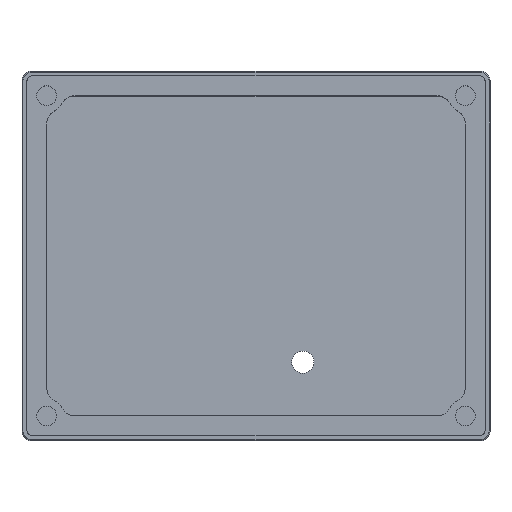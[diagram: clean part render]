
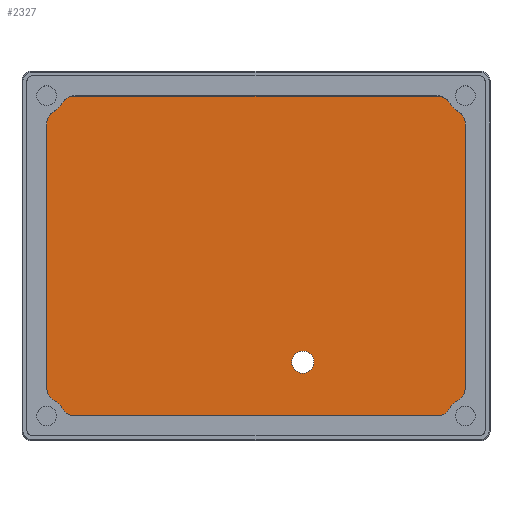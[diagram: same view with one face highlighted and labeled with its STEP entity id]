
A CAD part, top view. The second image highlights one B-rep face of the part: STEP entity #2327.
In plain terms, the highlighted planar face has unit normal (0, 0, 1).
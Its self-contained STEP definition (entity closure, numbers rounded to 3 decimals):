
#25 = CARTESIAN_POINT ( 'NONE',  ( 42.5, 37.5, -20. ) ) ;
#88 = EDGE_LOOP ( 'NONE', ( #2343, #1164 ) ) ;
#229 = CIRCLE ( 'NONE', #2264, 2.25 ) ;
#508 = DIRECTION ( 'NONE',  ( 0., 0., 1. ) ) ;
#531 = DIRECTION ( 'NONE',  ( -1., 0., 0. ) ) ;
#831 = EDGE_CURVE ( 'NONE', #2708, #2469, #5379, .T. ) ;
#920 = EDGE_CURVE ( 'NONE', #3591, #4348, #1658, .T. ) ;
#941 = CARTESIAN_POINT ( 'NONE',  ( 42.5, -32.5, -20. ) ) ;
#979 = FACE_OUTER_BOUND ( 'NONE', #5251, .T. ) ;
#1046 = AXIS2_PLACEMENT_3D ( 'NONE', #1076, #1580, #5357 ) ;
#1076 = CARTESIAN_POINT ( 'NONE',  ( 9.5, -21.5, -20. ) ) ;
#1164 = ORIENTED_EDGE ( 'NONE', *, *, #5397, .F. ) ;
#1220 = CARTESIAN_POINT ( 'NONE',  ( 47.5, -32.5, -20. ) ) ;
#1360 = CARTESIAN_POINT ( 'NONE',  ( 42.5, 32.5, -20. ) ) ;
#1580 = DIRECTION ( 'NONE',  ( 0., 0., 1. ) ) ;
#1597 = VERTEX_POINT ( 'NONE', #4034 ) ;
#1658 = LINE ( 'NONE', #2149, #2606 ) ;
#1798 = CARTESIAN_POINT ( 'NONE',  ( -42.5, 37.5, -20. ) ) ;
#1944 = CARTESIAN_POINT ( 'NONE',  ( 11.75, -21.5, -20. ) ) ;
#2138 = VECTOR ( 'NONE', #2538, 1000. ) ;
#2149 = CARTESIAN_POINT ( 'NONE',  ( 47.5, 32.5, -20. ) ) ;
#2261 = PLANE ( 'NONE',  #3213 ) ;
#2264 = AXIS2_PLACEMENT_3D ( 'NONE', #5221, #3068, #4744 ) ;
#2327 = ADVANCED_FACE ( 'NONE', ( #2603, #979 ), #2261, .T. ) ;
#2343 = ORIENTED_EDGE ( 'NONE', *, *, #3447, .F. ) ;
#2393 = CIRCLE ( 'NONE', #1046, 2.25 ) ;
#2469 = VERTEX_POINT ( 'NONE', #4437 ) ;
#2538 = DIRECTION ( 'NONE',  ( 0., -1., 0. ) ) ;
#2552 = ORIENTED_EDGE ( 'NONE', *, *, #3041, .F. ) ;
#2603 = FACE_BOUND ( 'NONE', #88, .T. ) ;
#2606 = VECTOR ( 'NONE', #531, 1000. ) ;
#2708 = VERTEX_POINT ( 'NONE', #941 ) ;
#2868 = DIRECTION ( 'NONE',  ( -1., 0., 0. ) ) ;
#3041 = EDGE_CURVE ( 'NONE', #3591, #2708, #5060, .T. ) ;
#3068 = DIRECTION ( 'NONE',  ( 0., 0., 1. ) ) ;
#3082 = DIRECTION ( 'NONE',  ( 1., 0., 0. ) ) ;
#3104 = CARTESIAN_POINT ( 'NONE',  ( -42.5, 32.5, -20. ) ) ;
#3180 = LINE ( 'NONE', #1798, #4398 ) ;
#3213 = AXIS2_PLACEMENT_3D ( 'NONE', #4753, #508, #3082 ) ;
#3379 = VECTOR ( 'NONE', #2868, 1000. ) ;
#3404 = EDGE_CURVE ( 'NONE', #4348, #2469, #3180, .T. ) ;
#3447 = EDGE_CURVE ( 'NONE', #4928, #1597, #229, .T. ) ;
#3591 = VERTEX_POINT ( 'NONE', #1360 ) ;
#4034 = CARTESIAN_POINT ( 'NONE',  ( 7.25, -21.5, -20. ) ) ;
#4309 = DIRECTION ( 'NONE',  ( 0., -1., 0. ) ) ;
#4330 = ORIENTED_EDGE ( 'NONE', *, *, #831, .F. ) ;
#4348 = VERTEX_POINT ( 'NONE', #3104 ) ;
#4398 = VECTOR ( 'NONE', #4309, 1000. ) ;
#4437 = CARTESIAN_POINT ( 'NONE',  ( -42.5, -32.5, -20. ) ) ;
#4448 = ORIENTED_EDGE ( 'NONE', *, *, #920, .T. ) ;
#4744 = DIRECTION ( 'NONE',  ( 1., 0., 0. ) ) ;
#4753 = CARTESIAN_POINT ( 'NONE',  ( 47.5, 37.5, -20. ) ) ;
#4928 = VERTEX_POINT ( 'NONE', #1944 ) ;
#4971 = ORIENTED_EDGE ( 'NONE', *, *, #3404, .T. ) ;
#5060 = LINE ( 'NONE', #25, #2138 ) ;
#5221 = CARTESIAN_POINT ( 'NONE',  ( 9.5, -21.5, -20. ) ) ;
#5251 = EDGE_LOOP ( 'NONE', ( #4971, #4330, #2552, #4448 ) ) ;
#5357 = DIRECTION ( 'NONE',  ( 1., 0., 0. ) ) ;
#5379 = LINE ( 'NONE', #1220, #3379 ) ;
#5397 = EDGE_CURVE ( 'NONE', #1597, #4928, #2393, .T. ) ;
